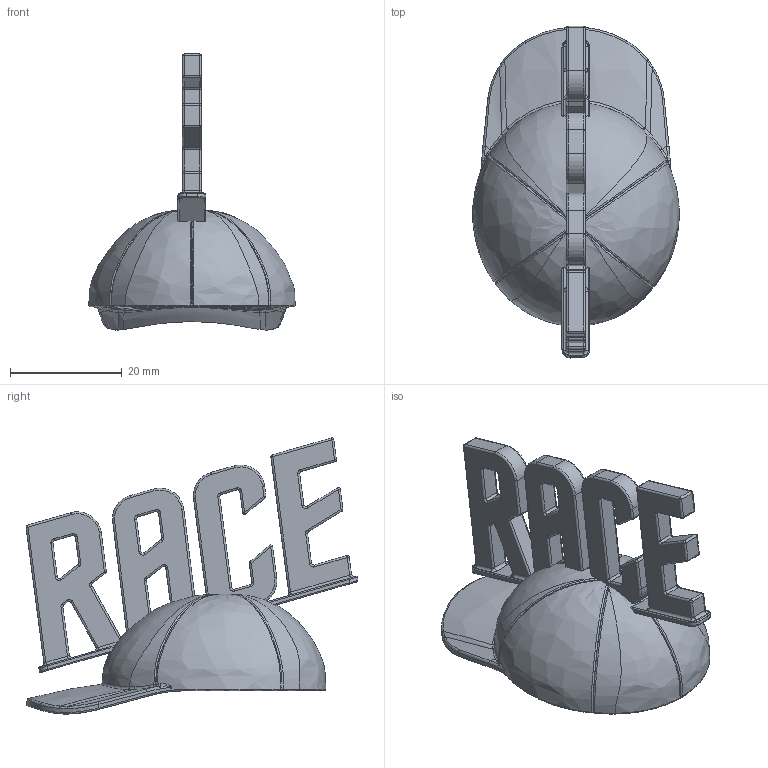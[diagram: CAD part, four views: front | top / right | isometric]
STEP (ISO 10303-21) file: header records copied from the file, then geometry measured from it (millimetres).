
FILE_DESCRIPTION((''),'2;1');
FILE_NAME('KAPPE_2','2019-09-27T',('gjordan'),(''),'PRO/ENGINEER BY PARAMETRIC TECHNOLOGY CORPORATION, 2016240','PRO/ENGINEER BY PARAMETRIC TECHNOLOGY CORPORATION, 2016240','');
FILE_SCHEMA(('AUTOMOTIVE_DESIGN { 1 0 10303 214 1 1 1 1 }'));
Length unit declared in the file: millimetre
Products named in the file (1): KAPPE_2
Bounding box: 36.95 x 59.39 x 49.4 mm (x, y, z)
Volume: 9135.2 mm3; surface area: 10257.4 mm2
Topology: 1 solids, 2 shells, 552 faces, 1344 edges, 787 vertices
Faces by surface type: bspline 210, cylinder 167, plane 80, torus 64, sphere 28, cone 2, extrusion 1
Entity records: 35557 total; most frequent: CARTESIAN_POINT 19991, ORIENTED_EDGE 2680, DIRECTION 1967, PRESENTATION_STYLE_ASSIGNMENT 1341, STYLED_ITEM 1341, CURVE_STYLE 1340, EDGE_CURVE 1340, AXIS2_PLACEMENT_3D 808
